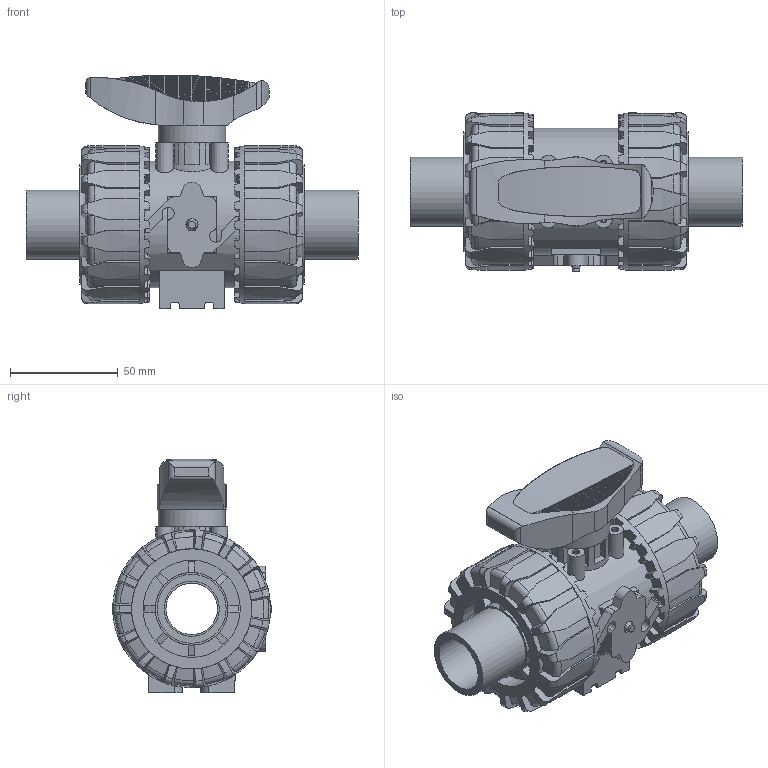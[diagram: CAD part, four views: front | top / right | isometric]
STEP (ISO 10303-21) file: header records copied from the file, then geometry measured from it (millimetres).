
FILE_DESCRIPTION(/* description */ (''),/* implementation_level */ '2;1');
FILE_NAME(/* name */ 'VKDDV032E.iam.stp',/* time_stamp */ '2013-10-01T10:34:20+02:00',/* author */ ('FBRUSA'),/* organization */ (''),/* preprocessor_version */ 'ST-DEVELOPER v15.2',/* originating_system */ 'Autodesk Inventor 2014',/* authorisation */ '');
FILE_SCHEMA (('AUTOMOTIVE_DESIGN { 1 0 10303 214 3 1 1 }'));
Length unit declared in the file: millimetre
Products named in the file (6): cassa VKD_32; Arpione 32; NTVKD032V; ENDDV032; 1MNC032; VKDDV032E
Bounding box: 154 x 73.49 x 108.43 mm (x, y, z)
Volume: 400328.1 mm3; surface area: 101769.6 mm2
Topology: 7 solids, 7 shells, 1187 faces, 3383 edges, 2239 vertices
Faces by surface type: plane 861, cylinder 196, cone 62, torus 60, bspline 8
Full cylindrical faces by diameter (mm): 2.9 x4, 3.3 x1, 3.5 x4, 4 x3, 5.5 x2, 5.584 x1, 5.7 x1, 6 x2, 23.9 x1, 25.6 x2, 31.225 x1, 32 x2, 33.7 x2, 42 x1, 45.1 x2, 50.7 x2, 51.3 x2, 55.8 x2, 58.8 x1
Entity records: 29131 total; most frequent: CARTESIAN_POINT 6451, DIRECTION 4991, ORIENTED_EDGE 4772, EDGE_CURVE 2386, AXIS2_PLACEMENT_3D 2003, VERTEX_POINT 1604, LINE 985, VECTOR 985
